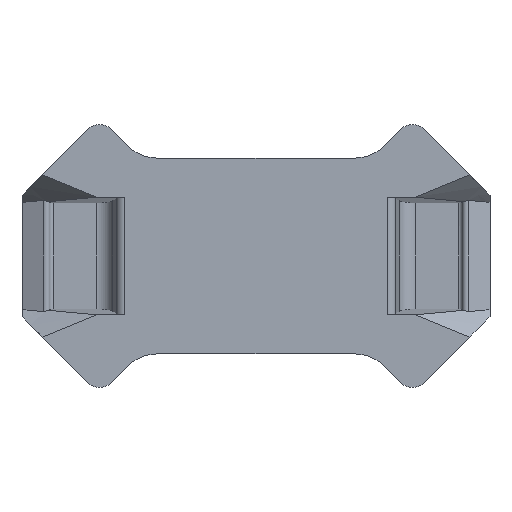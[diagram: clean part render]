
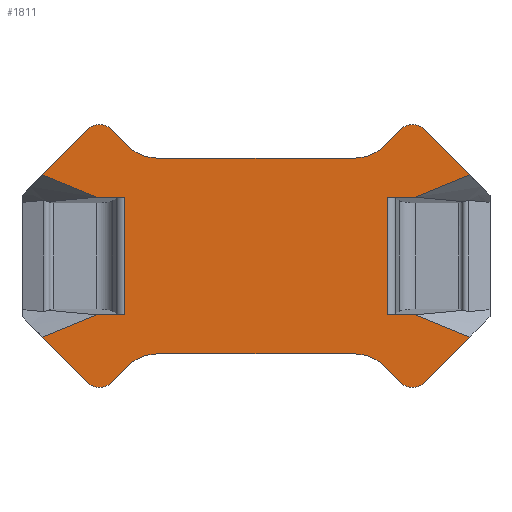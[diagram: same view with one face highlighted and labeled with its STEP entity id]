
A CAD part, front view. The second image highlights one B-rep face of the part: STEP entity #1811.
In plain terms, the highlighted planar face has unit normal (0, -1, 0).
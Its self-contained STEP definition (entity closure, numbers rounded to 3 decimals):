
#1=DIRECTION('',(-0.924,0.,-0.383));
#2=VECTOR('',#1,1.376);
#3=CARTESIAN_POINT('',(5.021,0.,1.909));
#4=LINE('',#3,#2);
#5=DIRECTION('',(0.924,0.,-0.383));
#6=VECTOR('',#5,1.376);
#7=CARTESIAN_POINT('',(3.75,0.,-1.382));
#8=LINE('',#7,#6);
#9=DIRECTION('',(-0.707,0.,-0.707));
#10=VECTOR('',#9,1.501);
#11=CARTESIAN_POINT('',(5.021,0.,
-1.909));
#12=LINE('',#11,#10);
#13=CARTESIAN_POINT('',(3.677,0.,-2.687));
#14=DIRECTION('',(0.,1.,0.));
#15=DIRECTION('',(0.707,0.,-0.707));
#16=AXIS2_PLACEMENT_3D('',#13,#14,#15);
#18=DIRECTION('',(-0.707,0.,0.707));
#19=VECTOR('',#18,0.533);
#20=CARTESIAN_POINT('',(3.394,0.,-2.97));
#21=LINE('',#20,#19);
#22=CARTESIAN_POINT('',(2.31,0.,-3.3));
#23=DIRECTION('',(0.,-1.,0.));
#24=DIRECTION('',(0.707,0.,0.707));
#25=AXIS2_PLACEMENT_3D('',#22,#23,#24);
#27=DIRECTION('',(-1.,0.,0.));
#28=VECTOR('',#27,4.62);
#29=CARTESIAN_POINT('',(2.31,0.,-2.3));
#30=LINE('',#29,#28);
#31=CARTESIAN_POINT('',(-2.31,0.,-3.3));
#32=DIRECTION('',(0.,-1.,0.));
#33=DIRECTION('',(0.,0.,1.));
#34=AXIS2_PLACEMENT_3D('',#31,#32,#33);
#36=DIRECTION('',(-0.707,0.,-0.707));
#37=VECTOR('',#36,0.533);
#38=CARTESIAN_POINT('',(-3.017,0.,-2.593));
#39=LINE('',#38,#37);
#40=CARTESIAN_POINT('',(-3.677,0.,-2.687));
#41=DIRECTION('',(0.,1.,0.));
#42=DIRECTION('',(0.707,0.,-0.707));
#43=AXIS2_PLACEMENT_3D('',#40,#41,#42);
#45=DIRECTION('',(-0.707,0.,0.707));
#46=VECTOR('',#45,1.501);
#47=CARTESIAN_POINT('',(-3.96,0.,
-2.97));
#48=LINE('',#47,#46);
#49=DIRECTION('',(0.924,0.,0.383));
#50=VECTOR('',#49,1.376);
#51=CARTESIAN_POINT('',(-5.021,0.,-1.909));
#52=LINE('',#51,#50);
#53=DIRECTION('',(-0.924,0.,0.383));
#54=VECTOR('',#53,1.376);
#55=CARTESIAN_POINT('',(-3.75,0.,
1.382));
#56=LINE('',#55,#54);
#57=DIRECTION('',(0.707,0.,0.707));
#58=VECTOR('',#57,1.501);
#59=CARTESIAN_POINT('',(-5.021,0.,
1.909));
#60=LINE('',#59,#58);
#61=CARTESIAN_POINT('',(-3.677,0.,2.687));
#62=DIRECTION('',(0.,1.,0.));
#63=DIRECTION('',(-0.707,0.,0.707));
#64=AXIS2_PLACEMENT_3D('',#61,#62,#63);
#66=DIRECTION('',(0.707,0.,-0.707));
#67=VECTOR('',#66,0.533);
#68=CARTESIAN_POINT('',(-3.394,0.,2.97));
#69=LINE('',#68,#67);
#70=CARTESIAN_POINT('',(-2.31,0.,3.3));
#71=DIRECTION('',(0.,-1.,0.));
#72=DIRECTION('',(-0.707,0.,-0.707));
#73=AXIS2_PLACEMENT_3D('',#70,#71,#72);
#75=DIRECTION('',(1.,0.,0.));
#76=VECTOR('',#75,4.62);
#77=CARTESIAN_POINT('',(-2.31,0.,2.3));
#78=LINE('',#77,#76);
#79=CARTESIAN_POINT('',(2.31,0.,3.3));
#80=DIRECTION('',(0.,-1.,0.));
#81=DIRECTION('',(0.,0.,-1.));
#82=AXIS2_PLACEMENT_3D('',#79,#80,#81);
#84=DIRECTION('',(0.707,0.,0.707));
#85=VECTOR('',#84,0.533);
#86=CARTESIAN_POINT('',(3.017,0.,2.593));
#87=LINE('',#86,#85);
#88=CARTESIAN_POINT('',(3.677,0.,2.687));
#89=DIRECTION('',(0.,1.,0.));
#90=DIRECTION('',(-0.707,0.,0.707));
#91=AXIS2_PLACEMENT_3D('',#88,#89,#90);
#93=DIRECTION('',(0.707,0.,-0.707));
#94=VECTOR('',#93,1.501);
#95=CARTESIAN_POINT('',(3.96,0.,2.97));
#96=LINE('',#95,#94);
#670=DIRECTION('',(-1.,0.,0.));
#671=VECTOR('',#670,0.661);
#672=CARTESIAN_POINT('',(-3.089,0.,
-1.382));
#673=LINE('',#672,#671);
#705=DIRECTION('',(1.,0.,0.));
#706=VECTOR('',#705,0.661);
#707=CARTESIAN_POINT('',(-3.75,0.,
1.382));
#708=LINE('',#707,#706);
#727=DIRECTION('',(0.,0.,-1.));
#728=VECTOR('',#727,2.764);
#729=CARTESIAN_POINT('',(-3.089,0.,
1.382));
#730=LINE('',#729,#728);
#1332=DIRECTION('',(-1.,0.,0.));
#1333=VECTOR('',#1332,0.661);
#1334=CARTESIAN_POINT('',(3.75,0.,
-1.382));
#1335=LINE('',#1334,#1333);
#1416=DIRECTION('',(1.,0.,0.));
#1417=VECTOR('',#1416,0.661);
#1418=CARTESIAN_POINT('',(3.089,0.,1.382));
#1419=LINE('',#1418,#1417);
#1427=DIRECTION('',(0.,0.,1.));
#1428=VECTOR('',#1427,2.764);
#1429=CARTESIAN_POINT('',(3.089,0.,
-1.382));
#1430=LINE('',#1429,#1428);
#1485=CARTESIAN_POINT('',(5.021,0.,1.909));
#1486=CARTESIAN_POINT('',(3.75,0.,1.382));
#1487=VERTEX_POINT('',#1485);
#1488=VERTEX_POINT('',#1486);
#1489=CARTESIAN_POINT('',(3.089,0.,1.382));
#1490=VERTEX_POINT('',#1489);
#1491=CARTESIAN_POINT('',(3.089,0.,
-1.382));
#1492=VERTEX_POINT('',#1491);
#1493=CARTESIAN_POINT('',(3.75,0.,
-1.382));
#1494=VERTEX_POINT('',#1493);
#1495=CARTESIAN_POINT('',(5.021,0.,
-1.909));
#1496=VERTEX_POINT('',#1495);
#1497=CARTESIAN_POINT('',(3.96,0.,
-2.97));
#1498=VERTEX_POINT('',#1497);
#1499=CARTESIAN_POINT('',(3.394,0.,-2.97));
#1500=VERTEX_POINT('',#1499);
#1501=CARTESIAN_POINT('',(3.017,0.,-2.593));
#1502=VERTEX_POINT('',#1501);
#1503=CARTESIAN_POINT('',(2.31,0.,-2.3));
#1504=VERTEX_POINT('',#1503);
#1505=CARTESIAN_POINT('',(-2.31,0.,-2.3));
#1506=VERTEX_POINT('',#1505);
#1507=CARTESIAN_POINT('',(-3.017,0.,-2.593));
#1508=VERTEX_POINT('',#1507);
#1509=CARTESIAN_POINT('',(-3.394,0.,-2.97));
#1510=VERTEX_POINT('',#1509);
#1511=CARTESIAN_POINT('',(-3.96,0.,-2.97));
#1512=VERTEX_POINT('',#1511);
#1513=CARTESIAN_POINT('',(-5.021,0.,-1.909));
#1514=VERTEX_POINT('',#1513);
#1515=CARTESIAN_POINT('',(-3.75,0.,-1.382));
#1516=VERTEX_POINT('',#1515);
#1517=CARTESIAN_POINT('',(-3.089,0.,
-1.382));
#1518=VERTEX_POINT('',#1517);
#1519=CARTESIAN_POINT('',(-3.089,0.,
1.382));
#1520=VERTEX_POINT('',#1519);
#1521=CARTESIAN_POINT('',(-3.75,0.,
1.382));
#1522=VERTEX_POINT('',#1521);
#1523=CARTESIAN_POINT('',(-5.021,0.,
1.909));
#1524=VERTEX_POINT('',#1523);
#1525=CARTESIAN_POINT('',(-3.96,0.,
2.97));
#1526=VERTEX_POINT('',#1525);
#1527=CARTESIAN_POINT('',(-3.394,0.,2.97));
#1528=VERTEX_POINT('',#1527);
#1529=CARTESIAN_POINT('',(-3.017,0.,2.593));
#1530=VERTEX_POINT('',#1529);
#1531=CARTESIAN_POINT('',(-2.31,0.,2.3));
#1532=VERTEX_POINT('',#1531);
#1533=CARTESIAN_POINT('',(2.31,0.,2.3));
#1534=VERTEX_POINT('',#1533);
#1535=CARTESIAN_POINT('',(3.017,0.,2.593));
#1536=VERTEX_POINT('',#1535);
#1537=CARTESIAN_POINT('',(3.394,0.,2.97));
#1538=VERTEX_POINT('',#1537);
#1539=CARTESIAN_POINT('',(3.96,0.,2.97));
#1540=VERTEX_POINT('',#1539);
#1748=CARTESIAN_POINT('',(0.,0.,0.));
#1749=DIRECTION('',(0.,1.,0.));
#1750=DIRECTION('',(1.,0.,0.));
#1751=AXIS2_PLACEMENT_3D('',#1748,#1749,#1750);
#1752=PLANE('',#1751);
#1754=ORIENTED_EDGE('',*,*,#1753,.T.);
#1756=ORIENTED_EDGE('',*,*,#1755,.F.);
#1758=ORIENTED_EDGE('',*,*,#1757,.F.);
#1760=ORIENTED_EDGE('',*,*,#1759,.F.);
#1762=ORIENTED_EDGE('',*,*,#1761,.T.);
#1764=ORIENTED_EDGE('',*,*,#1763,.T.);
#1766=ORIENTED_EDGE('',*,*,#1765,.T.);
#1768=ORIENTED_EDGE('',*,*,#1767,.T.);
#1770=ORIENTED_EDGE('',*,*,#1769,.T.);
#1772=ORIENTED_EDGE('',*,*,#1771,.T.);
#1774=ORIENTED_EDGE('',*,*,#1773,.T.);
#1776=ORIENTED_EDGE('',*,*,#1775,.T.);
#1778=ORIENTED_EDGE('',*,*,#1777,.T.);
#1780=ORIENTED_EDGE('',*,*,#1779,.T.);
#1782=ORIENTED_EDGE('',*,*,#1781,.T.);
#1784=ORIENTED_EDGE('',*,*,#1783,.F.);
#1786=ORIENTED_EDGE('',*,*,#1785,.F.);
#1788=ORIENTED_EDGE('',*,*,#1787,.F.);
#1790=ORIENTED_EDGE('',*,*,#1789,.T.);
#1792=ORIENTED_EDGE('',*,*,#1791,.T.);
#1794=ORIENTED_EDGE('',*,*,#1793,.T.);
#1796=ORIENTED_EDGE('',*,*,#1795,.T.);
#1798=ORIENTED_EDGE('',*,*,#1797,.T.);
#1800=ORIENTED_EDGE('',*,*,#1799,.T.);
#1802=ORIENTED_EDGE('',*,*,#1801,.T.);
#1804=ORIENTED_EDGE('',*,*,#1803,.T.);
#1806=ORIENTED_EDGE('',*,*,#1805,.T.);
#1808=ORIENTED_EDGE('',*,*,#1807,.T.);
#1809=EDGE_LOOP('',(#1754,#1756,#1758,#1760,#1762,#1764,#1766,#1768,#1770,#1772,
#1774,#1776,#1778,#1780,#1782,#1784,#1786,#1788,#1790,#1792,#1794,#1796,#1798,
#1800,#1802,#1804,#1806,#1808));
#1810=FACE_OUTER_BOUND('',#1809,.F.);
#1811=ADVANCED_FACE('',(#1810),#1752,.F.);
#17=CIRCLE('',#16,0.4);
#26=CIRCLE('',#25,1.);
#35=CIRCLE('',#34,1.);
#44=CIRCLE('',#43,0.4);
#65=CIRCLE('',#64,0.4);
#74=CIRCLE('',#73,1.);
#83=CIRCLE('',#82,1.);
#92=CIRCLE('',#91,0.4);
#1753=EDGE_CURVE('',#1487,#1488,#4,.T.);
#1755=EDGE_CURVE('',#1490,#1488,#1419,.T.);
#1757=EDGE_CURVE('',#1492,#1490,#1430,.T.);
#1759=EDGE_CURVE('',#1494,#1492,#1335,.T.);
#1761=EDGE_CURVE('',#1494,#1496,#8,.T.);
#1763=EDGE_CURVE('',#1496,#1498,#12,.T.);
#1765=EDGE_CURVE('',#1498,#1500,#17,.T.);
#1767=EDGE_CURVE('',#1500,#1502,#21,.T.);
#1769=EDGE_CURVE('',#1502,#1504,#26,.T.);
#1771=EDGE_CURVE('',#1504,#1506,#30,.T.);
#1773=EDGE_CURVE('',#1506,#1508,#35,.T.);
#1775=EDGE_CURVE('',#1508,#1510,#39,.T.);
#1777=EDGE_CURVE('',#1510,#1512,#44,.T.);
#1779=EDGE_CURVE('',#1512,#1514,#48,.T.);
#1781=EDGE_CURVE('',#1514,#1516,#52,.T.);
#1783=EDGE_CURVE('',#1518,#1516,#673,.T.);
#1785=EDGE_CURVE('',#1520,#1518,#730,.T.);
#1787=EDGE_CURVE('',#1522,#1520,#708,.T.);
#1789=EDGE_CURVE('',#1522,#1524,#56,.T.);
#1791=EDGE_CURVE('',#1524,#1526,#60,.T.);
#1793=EDGE_CURVE('',#1526,#1528,#65,.T.);
#1795=EDGE_CURVE('',#1528,#1530,#69,.T.);
#1797=EDGE_CURVE('',#1530,#1532,#74,.T.);
#1799=EDGE_CURVE('',#1532,#1534,#78,.T.);
#1801=EDGE_CURVE('',#1534,#1536,#83,.T.);
#1803=EDGE_CURVE('',#1536,#1538,#87,.T.);
#1805=EDGE_CURVE('',#1538,#1540,#92,.T.);
#1807=EDGE_CURVE('',#1540,#1487,#96,.T.);
